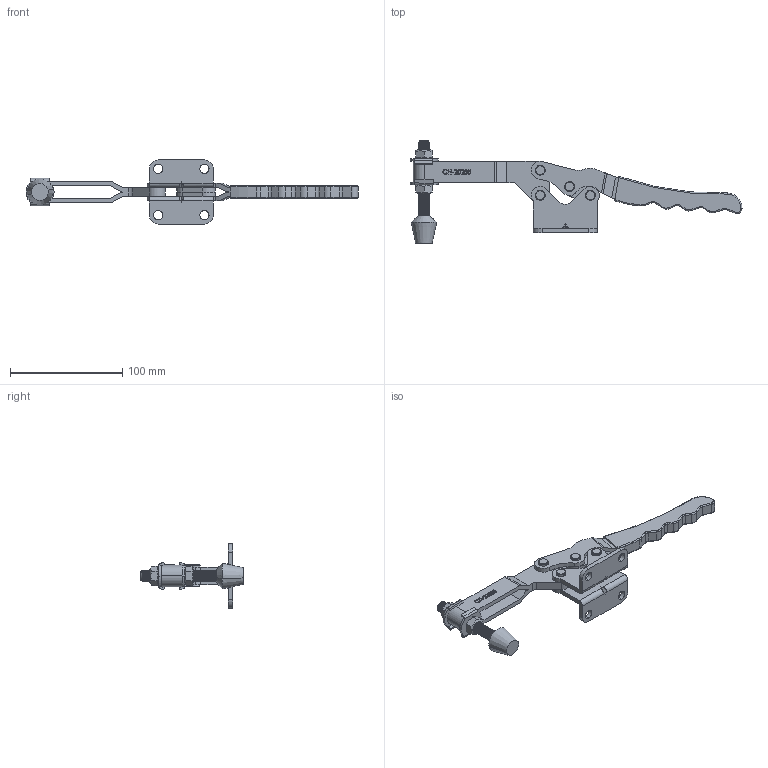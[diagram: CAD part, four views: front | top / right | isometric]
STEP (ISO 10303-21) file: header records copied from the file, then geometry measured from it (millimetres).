
FILE_DESCRIPTION (( 'STEP AP203' ), '1' );
FILE_NAME ('CH-20235.STEP', '2010-06-04T00:53:24', ( '·L?¥Î?' ), ( '·L?¤¤?' ), 'SwSTEP 2.0', 'SolidWorks 2005179', '' );
FILE_SCHEMA (( 'CONFIG_CONTROL_DESIGN' ));
Length unit declared in the file: millimetre
Products named in the file (9): 38312-02_??; FW380_??; CH-20235; 20235-03_??; 20235-02_??; 20235-01_??; 20235-04_??; 20235-05_??; CH-FC-38312_??
Assembly tree (14 placements, depth 2):
  CH-20235
    20235-01_??
    20235-05_??  x4
    20235-02_??
    20235-04_??  x2
    FW380_??  x2
    38312-02_??  x2
    CH-FC-38312_??
    20235-03_??
Bounding box: 295.67 x 91.02 x 57.1 mm (x, y, z)
Volume: 96958.4 mm3; surface area: 54011.6 mm2
Topology: 15 solids, 16 shells, 815 faces, 2194 edges, 1435 vertices
Faces by surface type: plane 269, cylinder 262, bspline 194, cone 62, torus 26, sphere 2
Entity records: 46054 total; most frequent: CARTESIAN_POINT 28397, ORIENTED_EDGE 3942, DIRECTION 2722, EDGE_CURVE 1971, VERTEX_POINT 1293, LINE 968, VECTOR 968, AXIS2_PLACEMENT_3D 877
